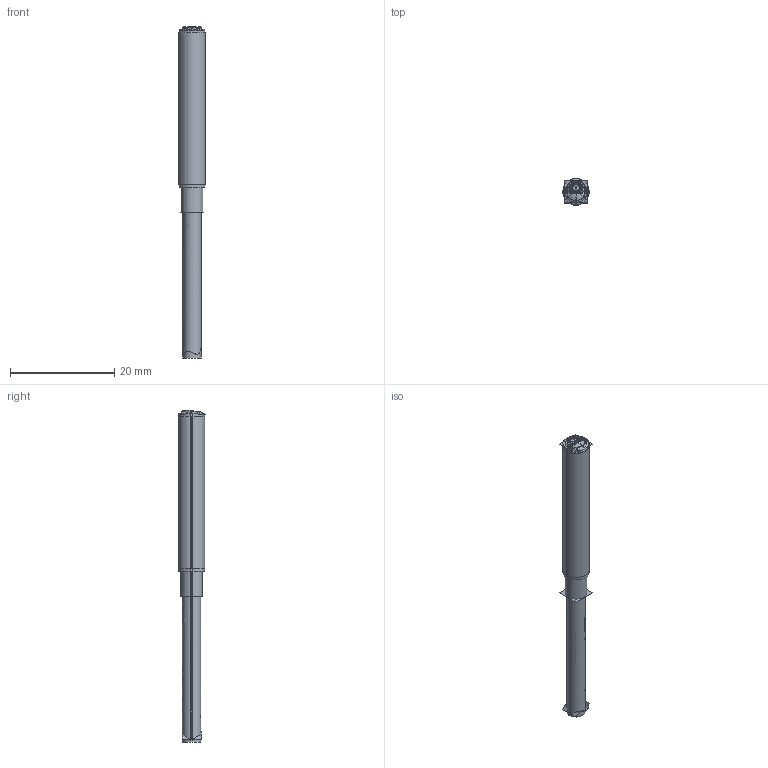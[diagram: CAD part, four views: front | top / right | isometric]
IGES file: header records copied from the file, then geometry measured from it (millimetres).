
Start section:  PTC IGES file: 214326.igs
Global section: file name: 214326.igs; native system: Creo Parametric by PTC Inc.; preprocessor: 2018300; author: pdmadmin; organization: Unknown; date: 20191007.105402; units: millimetre
Bounding box: 5.1 x 5.26 x 63.77 mm (x, y, z)
Volume: 919.4 mm3; surface area: 3732 mm2
Topology: 1 solids, 1 shells, 86 faces, 439 edges, 555 vertices
Faces by surface type: revolution 54, bspline 30, extrusion 2
